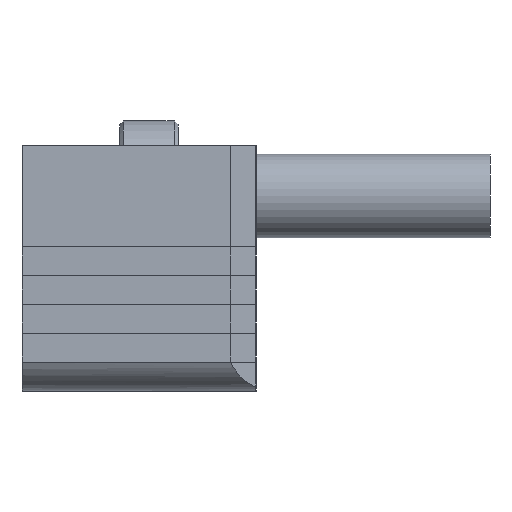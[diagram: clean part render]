
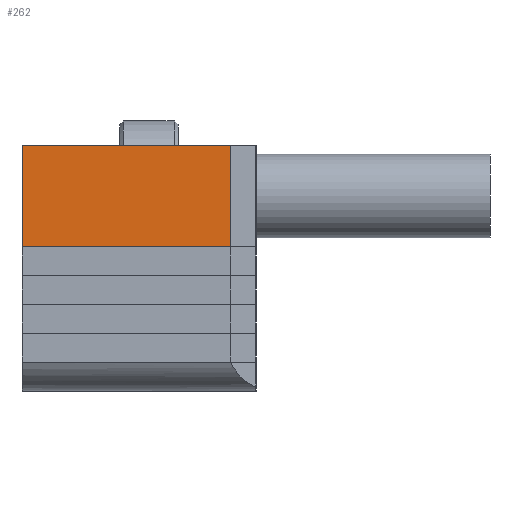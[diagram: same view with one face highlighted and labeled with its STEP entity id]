
A CAD part, left-side view. The second image highlights one B-rep face of the part: STEP entity #262.
In plain terms, the highlighted face is planar.
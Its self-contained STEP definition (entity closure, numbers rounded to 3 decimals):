
#101 = VECTOR ( 'NONE', #3753, 1000. ) ;
#156 = ORIENTED_EDGE ( 'NONE', *, *, #258, .T. ) ;
#255 = PLANE ( 'NONE',  #3512 ) ;
#258 = EDGE_CURVE ( 'NONE', #2029, #4390, #922, .T. ) ;
#262 = ADVANCED_FACE ( 'NONE', ( #2633 ), #255, .T. ) ;
#409 = CARTESIAN_POINT ( 'NONE',  ( 2.6, -4.2, -10. ) ) ;
#530 = EDGE_CURVE ( 'NONE', #4390, #3230, #2117, .T. ) ;
#922 = LINE ( 'NONE', #3612, #3935 ) ;
#948 = DIRECTION ( 'NONE',  ( -1., 0., 0. ) ) ;
#967 = EDGE_CURVE ( 'NONE', #1631, #3230, #2669, .T. ) ;
#1046 = CARTESIAN_POINT ( 'NONE',  ( -2.6, 0., -10. ) ) ;
#1078 = EDGE_CURVE ( 'NONE', #2029, #1631, #1826, .T. ) ;
#1224 = CARTESIAN_POINT ( 'NONE',  ( 2.6, -4.2, -10. ) ) ;
#1631 = VERTEX_POINT ( 'NONE', #3168 ) ;
#1676 = ORIENTED_EDGE ( 'NONE', *, *, #530, .T. ) ;
#1787 = CARTESIAN_POINT ( 'NONE',  ( 2.6, 6.5, -10. ) ) ;
#1826 = LINE ( 'NONE', #1787, #2816 ) ;
#1909 = ORIENTED_EDGE ( 'NONE', *, *, #1078, .F. ) ;
#2029 = VERTEX_POINT ( 'NONE', #2314 ) ;
#2117 = LINE ( 'NONE', #409, #2304 ) ;
#2304 = VECTOR ( 'NONE', #3123, 1000. ) ;
#2314 = CARTESIAN_POINT ( 'NONE',  ( 2.6, 6.5, -10. ) ) ;
#2633 = FACE_OUTER_BOUND ( 'NONE', #3160, .T. ) ;
#2669 = LINE ( 'NONE', #1046, #101 ) ;
#2816 = VECTOR ( 'NONE', #3450, 1000. ) ;
#3123 = DIRECTION ( 'NONE',  ( -1., 0., 0. ) ) ;
#3160 = EDGE_LOOP ( 'NONE', ( #156, #1676, #3691, #1909 ) ) ;
#3168 = CARTESIAN_POINT ( 'NONE',  ( -2.6, 6.5, -10. ) ) ;
#3230 = VERTEX_POINT ( 'NONE', #3934 ) ;
#3322 = DIRECTION ( 'NONE',  ( 0., -1., 0. ) ) ;
#3450 = DIRECTION ( 'NONE',  ( -1., 0., 0. ) ) ;
#3512 = AXIS2_PLACEMENT_3D ( 'NONE', #3941, #3993, #948 ) ;
#3612 = CARTESIAN_POINT ( 'NONE',  ( 2.6, 0., -10. ) ) ;
#3691 = ORIENTED_EDGE ( 'NONE', *, *, #967, .F. ) ;
#3753 = DIRECTION ( 'NONE',  ( 0., -1., 0. ) ) ;
#3934 = CARTESIAN_POINT ( 'NONE',  ( -2.6, -4.2, -10. ) ) ;
#3935 = VECTOR ( 'NONE', #3322, 1000. ) ;
#3941 = CARTESIAN_POINT ( 'NONE',  ( 2.6, 0., -10. ) ) ;
#3993 = DIRECTION ( 'NONE',  ( 0., 0., -1. ) ) ;
#4390 = VERTEX_POINT ( 'NONE', #1224 ) ;
